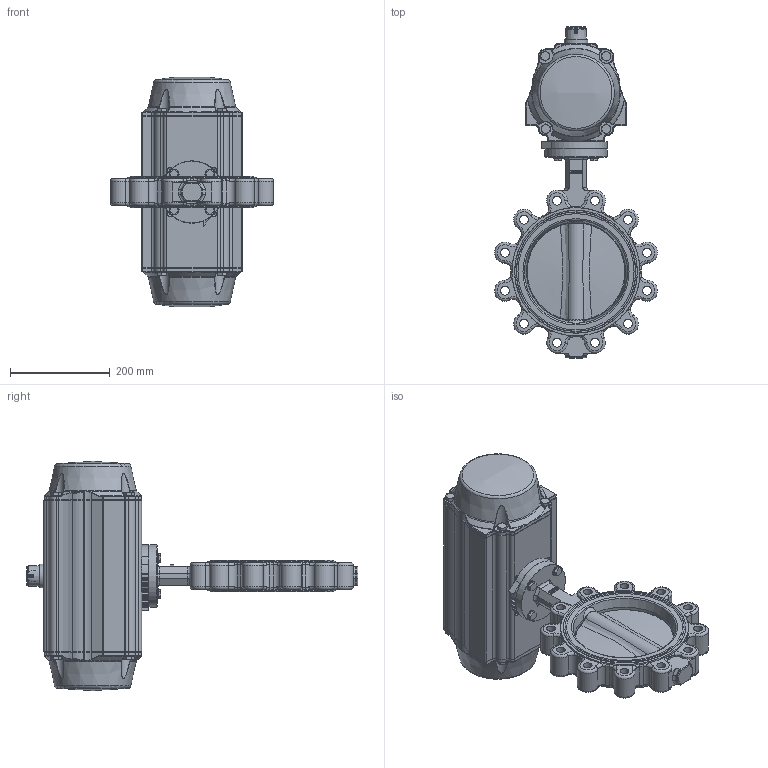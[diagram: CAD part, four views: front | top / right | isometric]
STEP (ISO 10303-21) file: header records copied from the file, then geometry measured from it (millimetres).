
FILE_DESCRIPTION(/* description */ ('Unknown'),/* implementation_level */ '2;1');
FILE_NAME(/* name */ 'FR07 5200_5210_5220-15',/* time_stamp */ '2023-05-03T11:47:32+02:00',/* author */ ('Unknown'),/* organization */ ('Unknown'),/* preprocessor_version */ 'ST-DEVELOPER v18.102',/* originating_system */ 'Solid Edge',/* authorisation */ 'Unknown');
FILE_SCHEMA (('AUTOMOTIVE_DESIGN {1 0 10303 214 3 1 1}'));
Products named in the file (19): FR248-200_210_220.200; Raster DN200-DN250; LUG-DN200; DN200概极; seat; disc; shaft1; shaft2; bushing1; DW08_FR07_(DW682_FR500); ____; ________(___________; _____________; ______; hexagon head bolts--product grade c gb_GB_FASTENER_BOLT_HHBC M12X55-N; cup head nib bolts with large head gb_GB_FASTENER_BOLT_CHNBW M6X25-N; KP-160; DIN126-M10; M10x40
Assembly tree (34 placements, depth 4):
  FR248-200_210_220.200
    Raster DN200-DN250
    LUG-DN200
      DN200概极
      seat
      disc
      shaft1
      shaft2
      bushing1  x2
    DW08_FR07_(DW682_FR500)
      ____
        ________(___________  x2
        _____________  x2
        ______
      hexagon head bolts--product grade c gb_GB_FASTENER_BOLT_HHBC M12X55-N  x8
      cup head nib bolts with large head gb_GB_FASTENER_BOLT_CHNBW M6X25-N
      KP-160
    DIN126-M10  x4
    M10x40  x4
Bounding box: 326.95 x 666.12 x 459.98 mm (x, y, z)
Volume: 16458156.4 mm3; surface area: 1016769.9 mm2
Topology: 31 solids, 31 shells, 1956 faces, 4678 edges, 2822 vertices
Faces by surface type: plane 583, cylinder 531, bspline 385, torus 265, cone 179, sphere 13
Full cylindrical faces by diameter (mm): 3 x16, 3.3 x8, 4.2 x12, 4.66 x1, 5 x1, 6 x1, 6.2 x1, 6.8 x1, 8.5 x4, 10 x4, 10.2 x12, 11 x12, 11.8 x2, 12 x12, 15.4 x1, 17.5 x12, 19 x1, 20 x4, 22.1 x5, 22.28 x1, 22.3 x1, 22.4 x2, 28.58 x2, 28.65 x4, 34 x2, 36.2 x1, 38.5 x1, 39 x1, 43.852 x1, 47.8 x1
Entity records: 64531 total; most frequent: CARTESIAN_POINT 25518, ORIENTED_EDGE 7330, DIRECTION 7100, EDGE_CURVE 3665, AXIS2_PLACEMENT_3D 2917, VERTEX_POINT 2346, FACE_BOUND 1983, EDGE_LOOP 1954
